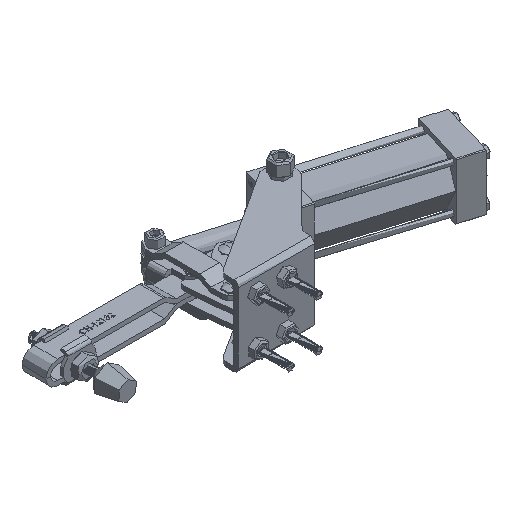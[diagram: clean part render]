
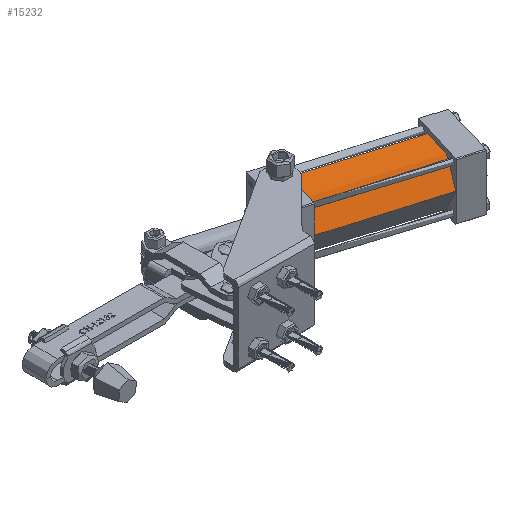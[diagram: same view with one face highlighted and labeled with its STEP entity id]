
A CAD part, isometric view. The second image highlights one B-rep face of the part: STEP entity #15232.
In plain terms, the highlighted cylindrical face has radius 18.5 mm (diameter 37 mm), a partial arc.
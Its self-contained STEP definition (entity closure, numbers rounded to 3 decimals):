
#52 = CARTESIAN_POINT ( 'NONE',  ( -31.888, 1.497, 0. ) ) ;
#2226 = LINE ( 'NONE', #67717, #38748 ) ;
#3568 = EDGE_CURVE ( 'NONE', #48102, #76151, #16990, .T. ) ;
#6542 = DIRECTION ( 'NONE',  ( 1., 0., 0. ) ) ;
#6714 = AXIS2_PLACEMENT_3D ( 'NONE', #70839, #32212, #77295 ) ;
#9291 = DIRECTION ( 'NONE',  ( 0., 0., 1. ) ) ;
#9387 = FACE_OUTER_BOUND ( 'NONE', #48139, .T. ) ;
#9897 = VERTEX_POINT ( 'NONE', #78148 ) ;
#11860 = CARTESIAN_POINT ( 'NONE',  ( -50.388, 1.497, -76. ) ) ;
#15232 = ADVANCED_FACE ( 'NONE', ( #9387 ), #24643, .T. ) ;
#15432 = AXIS2_PLACEMENT_3D ( 'NONE', #34818, #35391, #74040 ) ;
#15938 = EDGE_CURVE ( 'NONE', #29650, #9897, #2226, .T. ) ;
#16990 = LINE ( 'NONE', #11860, #70501 ) ;
#24643 = CYLINDRICAL_SURFACE ( 'NONE', #15432, 18.5 ) ;
#29650 = VERTEX_POINT ( 'NONE', #53944 ) ;
#32212 = DIRECTION ( 'NONE',  ( 0., 0., -1. ) ) ;
#34818 = CARTESIAN_POINT ( 'NONE',  ( -31.888, 1.497, -76. ) ) ;
#35380 = AXIS2_PLACEMENT_3D ( 'NONE', #52, #45333, #6542 ) ;
#35391 = DIRECTION ( 'NONE',  ( 0., 0., 1. ) ) ;
#38111 = EDGE_CURVE ( 'NONE', #48102, #29650, #67947, .T. ) ;
#38276 = ORIENTED_EDGE ( 'NONE', *, *, #72838, .T. ) ;
#38748 = VECTOR ( 'NONE', #74508, 1000. ) ;
#45333 = DIRECTION ( 'NONE',  ( 0., 0., -1. ) ) ;
#48102 = VERTEX_POINT ( 'NONE', #68093 ) ;
#48139 = EDGE_LOOP ( 'NONE', ( #57727, #80610, #38276, #62538 ) ) ;
#52837 = CARTESIAN_POINT ( 'NONE',  ( -50.388, 1.497, 0. ) ) ;
#53944 = CARTESIAN_POINT ( 'NONE',  ( -13.388, 1.497, -76. ) ) ;
#57727 = ORIENTED_EDGE ( 'NONE', *, *, #38111, .F. ) ;
#62538 = ORIENTED_EDGE ( 'NONE', *, *, #15938, .F. ) ;
#67717 = CARTESIAN_POINT ( 'NONE',  ( -13.388, 1.497, -76. ) ) ;
#67947 = CIRCLE ( 'NONE', #6714, 18.5 ) ;
#68093 = CARTESIAN_POINT ( 'NONE',  ( -50.388, 1.497, -76. ) ) ;
#68300 = CIRCLE ( 'NONE', #35380, 18.5 ) ;
#70501 = VECTOR ( 'NONE', #9291, 1000. ) ;
#70839 = CARTESIAN_POINT ( 'NONE',  ( -31.888, 1.497, -76. ) ) ;
#72838 = EDGE_CURVE ( 'NONE', #76151, #9897, #68300, .T. ) ;
#74040 = DIRECTION ( 'NONE',  ( 1., 0., 0. ) ) ;
#74508 = DIRECTION ( 'NONE',  ( 0., 0., 1. ) ) ;
#76151 = VERTEX_POINT ( 'NONE', #52837 ) ;
#77295 = DIRECTION ( 'NONE',  ( -1., 0., 0. ) ) ;
#78148 = CARTESIAN_POINT ( 'NONE',  ( -13.388, 1.497, 0. ) ) ;
#80610 = ORIENTED_EDGE ( 'NONE', *, *, #3568, .T. ) ;
